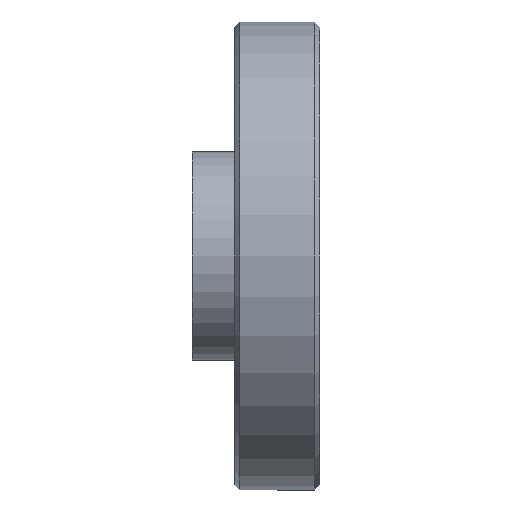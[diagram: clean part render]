
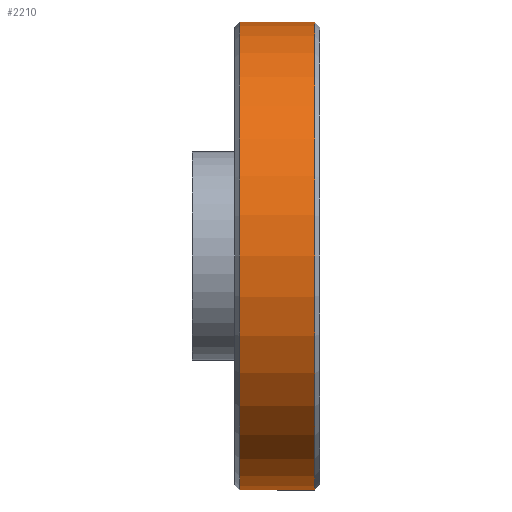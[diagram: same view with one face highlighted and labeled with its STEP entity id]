
A CAD part, left-side view. The second image highlights one B-rep face of the part: STEP entity #2210.
In plain terms, the highlighted cylindrical face has radius 34.925 mm (diameter 69.85 mm), a partial arc.
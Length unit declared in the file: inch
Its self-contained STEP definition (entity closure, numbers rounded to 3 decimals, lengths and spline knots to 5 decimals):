
#11 = CARTESIAN_POINT ( 'NONE',  ( 0., 0.449, -1.375 ) ) ;
#42 = AXIS2_PLACEMENT_3D ( 'NONE', #1177, #1372, #226 ) ;
#55 = AXIS2_PLACEMENT_3D ( 'NONE', #403, #1376, #1920 ) ;
#96 = AXIS2_PLACEMENT_3D ( 'NONE', #1450, #102, #1296 ) ;
#102 = DIRECTION ( 'NONE',  ( 0., 1., 0. ) ) ;
#221 = VERTEX_POINT ( 'NONE', #2287 ) ;
#226 = DIRECTION ( 'NONE',  ( 0., 0., -1. ) ) ;
#296 = EDGE_CURVE ( 'NONE', #221, #682, #1808, .T. ) ;
#317 = DIRECTION ( 'NONE',  ( 0., 1., 0. ) ) ;
#403 = CARTESIAN_POINT ( 'NONE',  ( 0., 0.47, 0. ) ) ;
#463 = VERTEX_POINT ( 'NONE', #1656 ) ;
#643 = CARTESIAN_POINT ( 'NONE',  ( 0., 0.47, -1.375 ) ) ;
#682 = VERTEX_POINT ( 'NONE', #2101 ) ;
#840 = EDGE_CURVE ( 'NONE', #1229, #463, #1332, .T. ) ;
#843 = LINE ( 'NONE', #11, #1849 ) ;
#1001 = VECTOR ( 'NONE', #317, 39.37008 ) ;
#1035 = EDGE_CURVE ( 'NONE', #221, #1229, #843, .T. ) ;
#1177 = CARTESIAN_POINT ( 'NONE',  ( 0., 0.449, 0. ) ) ;
#1229 = VERTEX_POINT ( 'NONE', #643 ) ;
#1239 = EDGE_LOOP ( 'NONE', ( #1947, #1583, #2048, #1486 ) ) ;
#1296 = DIRECTION ( 'NONE',  ( 0., 0., -1. ) ) ;
#1332 = CIRCLE ( 'NONE', #55, 1.375 ) ;
#1354 = DIRECTION ( 'NONE',  ( 0., 1., 0. ) ) ;
#1372 = DIRECTION ( 'NONE',  ( 0., 1., 0. ) ) ;
#1376 = DIRECTION ( 'NONE',  ( 0., 1., 0. ) ) ;
#1450 = CARTESIAN_POINT ( 'NONE',  ( 0., 0.03, 0. ) ) ;
#1453 = LINE ( 'NONE', #1649, #1001 ) ;
#1486 = ORIENTED_EDGE ( 'NONE', *, *, #1035, .F. ) ;
#1583 = ORIENTED_EDGE ( 'NONE', *, *, #1747, .T. ) ;
#1615 = FACE_OUTER_BOUND ( 'NONE', #1239, .T. ) ;
#1649 = CARTESIAN_POINT ( 'NONE',  ( 0., 0.449, 1.375 ) ) ;
#1656 = CARTESIAN_POINT ( 'NONE',  ( 0., 0.47, 1.375 ) ) ;
#1747 = EDGE_CURVE ( 'NONE', #682, #463, #1453, .T. ) ;
#1808 = CIRCLE ( 'NONE', #96, 1.375 ) ;
#1849 = VECTOR ( 'NONE', #1354, 39.37008 ) ;
#1920 = DIRECTION ( 'NONE',  ( 0., 0., -1. ) ) ;
#1946 = CYLINDRICAL_SURFACE ( 'NONE', #42, 1.375 ) ;
#1947 = ORIENTED_EDGE ( 'NONE', *, *, #296, .T. ) ;
#2048 = ORIENTED_EDGE ( 'NONE', *, *, #840, .F. ) ;
#2101 = CARTESIAN_POINT ( 'NONE',  ( 0., 0.03, 1.375 ) ) ;
#2210 = ADVANCED_FACE ( 'NONE', ( #1615 ), #1946, .T. ) ;
#2287 = CARTESIAN_POINT ( 'NONE',  ( 0., 0.03, -1.375 ) ) ;
